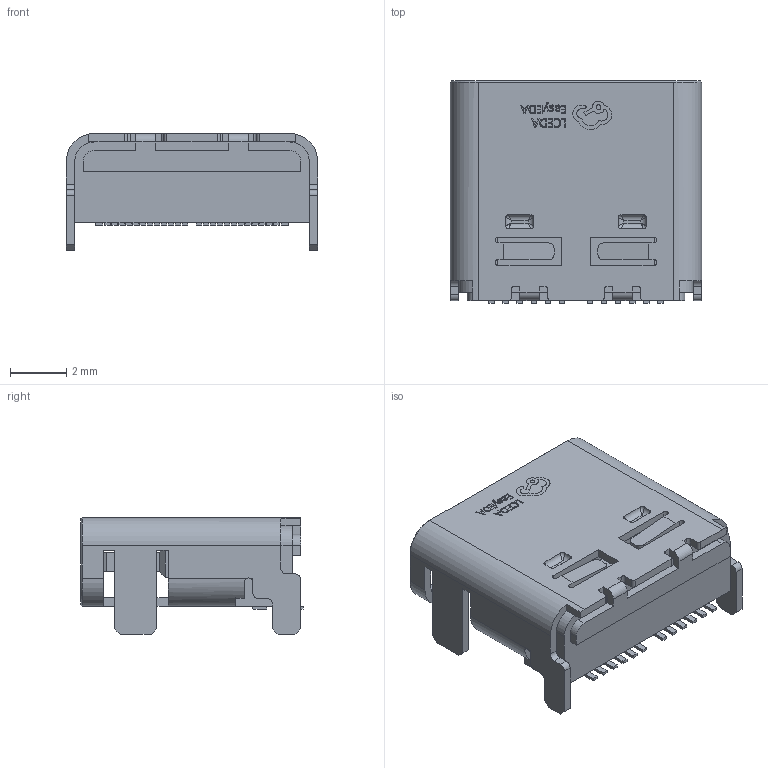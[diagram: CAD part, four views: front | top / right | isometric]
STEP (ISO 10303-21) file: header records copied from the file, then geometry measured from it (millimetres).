
FILE_DESCRIPTION (( 'STEP AP214' ), '1' );
FILE_NAME ('USB-C-SMD_TYPE-C-USB-18.step', '2022-07-15T09:25:39', ( '' ), ( '' ), 'SwSTEP 2.0', 'SolidWorks 2020', '' );
FILE_SCHEMA (( 'AUTOMOTIVE_DESIGN' ));
Length unit declared in the file: millimetre
Products named in the file (1): USB-C-SMD_TYPE-C-USB-18
Bounding box: 8.94 x 7.9 x 4.16 mm (x, y, z)
Volume: 119.6 mm3; surface area: 557.4 mm2
Topology: 50 solids, 50 shells, 884 faces, 2234 edges, 1442 vertices
Faces by surface type: plane 656, bspline 128, cylinder 92, cone 8
Entity records: 37778 total; most frequent: CARTESIAN_POINT 7167, ORIENTED_EDGE 4436, DIRECTION 3646, EDGE_CURVE 2218, LINE 1776, VECTOR 1776, VERTEX_POINT 1442, UNCERTAINTY_MEASURE_WITH_UNIT 935
